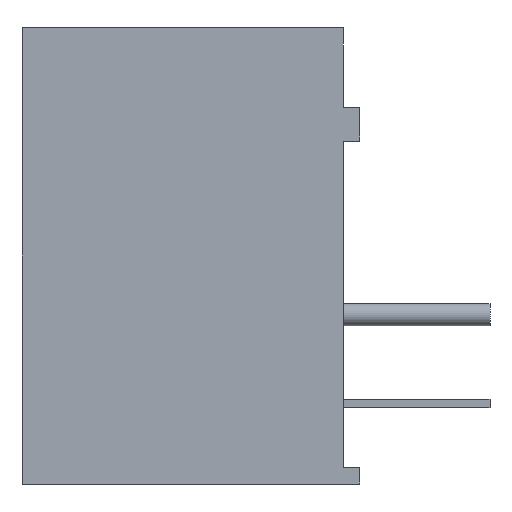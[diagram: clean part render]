
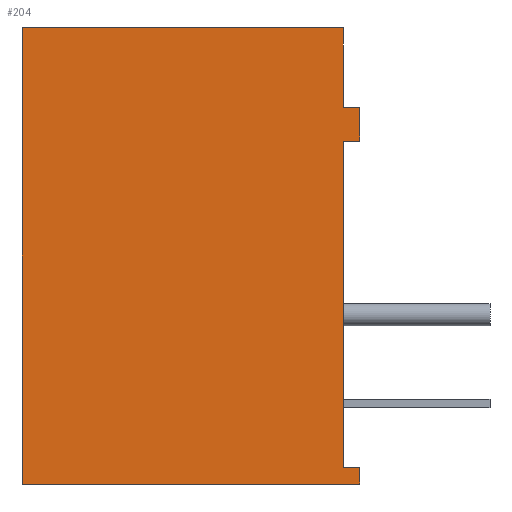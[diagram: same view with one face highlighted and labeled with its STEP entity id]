
A CAD part, left-side view. The second image highlights one B-rep face of the part: STEP entity #204.
In plain terms, the highlighted planar face has unit normal (-1, 0, 0).
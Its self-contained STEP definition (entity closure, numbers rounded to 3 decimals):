
#29 = VERTEX_POINT ( 'NONE', #66 ) ;
#40 = LINE ( 'NONE', #2253, #1852 ) ;
#66 = CARTESIAN_POINT ( 'NONE',  ( -4.85, 0., -6.25 ) ) ;
#111 = CARTESIAN_POINT ( 'NONE',  ( -4.85, 0., 6.75 ) ) ;
#204 = ADVANCED_FACE ( 'NONE', ( #1926 ), #349, .F. ) ;
#209 = CARTESIAN_POINT ( 'NONE',  ( -4.85, 9.5, 6.75 ) ) ;
#215 = DIRECTION ( 'NONE',  ( 0., 0., 1. ) ) ;
#218 = DIRECTION ( 'NONE',  ( 0., 0., 1. ) ) ;
#230 = VERTEX_POINT ( 'NONE', #507 ) ;
#255 = EDGE_CURVE ( 'NONE', #1954, #684, #1332, .T. ) ;
#273 = DIRECTION ( 'NONE',  ( 0., 1., 0. ) ) ;
#326 = EDGE_LOOP ( 'NONE', ( #1276, #2654, #1535, #2286, #1952, #695, #2405, #2648, #1146, #866 ) ) ;
#349 = PLANE ( 'NONE',  #1176 ) ;
#477 = CARTESIAN_POINT ( 'NONE',  ( -4.85, -0.5, -6.75 ) ) ;
#497 = EDGE_CURVE ( 'NONE', #230, #29, #2106, .T. ) ;
#507 = CARTESIAN_POINT ( 'NONE',  ( -4.85, -0.5, -6.25 ) ) ;
#540 = CARTESIAN_POINT ( 'NONE',  ( -4.85, -0.5, 4.4 ) ) ;
#565 = EDGE_CURVE ( 'NONE', #966, #1178, #1316, .T. ) ;
#622 = EDGE_CURVE ( 'NONE', #1547, #1099, #1435, .T. ) ;
#625 = CARTESIAN_POINT ( 'NONE',  ( -4.85, 9.5, 6.75 ) ) ;
#648 = CARTESIAN_POINT ( 'NONE',  ( -4.85, -0.5, -6.25 ) ) ;
#684 = VERTEX_POINT ( 'NONE', #819 ) ;
#693 = DIRECTION ( 'NONE',  ( 0., 0., 1. ) ) ;
#695 = ORIENTED_EDGE ( 'NONE', *, *, #1404, .T. ) ;
#733 = VECTOR ( 'NONE', #1361, 1000. ) ;
#755 = CARTESIAN_POINT ( 'NONE',  ( -4.85, -0.5, 4.4 ) ) ;
#760 = CARTESIAN_POINT ( 'NONE',  ( -4.85, 0., 3.4 ) ) ;
#764 = CARTESIAN_POINT ( 'NONE',  ( -4.85, 0., 6.75 ) ) ;
#795 = VERTEX_POINT ( 'NONE', #764 ) ;
#819 = CARTESIAN_POINT ( 'NONE',  ( -4.85, 0., 4.4 ) ) ;
#835 = DIRECTION ( 'NONE',  ( 0., 0., 1. ) ) ;
#866 = ORIENTED_EDGE ( 'NONE', *, *, #867, .F. ) ;
#867 = EDGE_CURVE ( 'NONE', #1547, #1666, #2230, .T. ) ;
#955 = EDGE_CURVE ( 'NONE', #1666, #795, #1620, .T. ) ;
#960 = EDGE_CURVE ( 'NONE', #29, #1178, #1843, .T. ) ;
#966 = VERTEX_POINT ( 'NONE', #2610 ) ;
#968 = VECTOR ( 'NONE', #218, 1000. ) ;
#978 = VECTOR ( 'NONE', #2566, 1000. ) ;
#1043 = DIRECTION ( 'NONE',  ( 0., -1., 0. ) ) ;
#1095 = VECTOR ( 'NONE', #273, 1000. ) ;
#1099 = VERTEX_POINT ( 'NONE', #477 ) ;
#1146 = ORIENTED_EDGE ( 'NONE', *, *, #955, .F. ) ;
#1176 = AXIS2_PLACEMENT_3D ( 'NONE', #2589, #1179, #2155 ) ;
#1178 = VERTEX_POINT ( 'NONE', #760 ) ;
#1179 = DIRECTION ( 'NONE',  ( 1., 0., 0. ) ) ;
#1205 = CARTESIAN_POINT ( 'NONE',  ( -4.85, 0., 6.75 ) ) ;
#1220 = VECTOR ( 'NONE', #2054, 1000. ) ;
#1275 = CARTESIAN_POINT ( 'NONE',  ( -4.85, 9.5, 6.75 ) ) ;
#1276 = ORIENTED_EDGE ( 'NONE', *, *, #622, .T. ) ;
#1316 = LINE ( 'NONE', #2537, #2444 ) ;
#1332 = LINE ( 'NONE', #540, #733 ) ;
#1361 = DIRECTION ( 'NONE',  ( 0., 1., 0. ) ) ;
#1404 = EDGE_CURVE ( 'NONE', #966, #1954, #40, .T. ) ;
#1435 = LINE ( 'NONE', #1883, #1220 ) ;
#1535 = ORIENTED_EDGE ( 'NONE', *, *, #497, .T. ) ;
#1547 = VERTEX_POINT ( 'NONE', #1931 ) ;
#1620 = LINE ( 'NONE', #209, #2193 ) ;
#1666 = VERTEX_POINT ( 'NONE', #1275 ) ;
#1671 = VECTOR ( 'NONE', #835, 1000. ) ;
#1760 = LINE ( 'NONE', #111, #978 ) ;
#1813 = VECTOR ( 'NONE', #693, 1000. ) ;
#1843 = LINE ( 'NONE', #1205, #1671 ) ;
#1852 = VECTOR ( 'NONE', #215, 1000. ) ;
#1883 = CARTESIAN_POINT ( 'NONE',  ( -4.85, 9.5, -6.75 ) ) ;
#1926 = FACE_OUTER_BOUND ( 'NONE', #326, .T. ) ;
#1931 = CARTESIAN_POINT ( 'NONE',  ( -4.85, 9.5, -6.75 ) ) ;
#1952 = ORIENTED_EDGE ( 'NONE', *, *, #565, .F. ) ;
#1954 = VERTEX_POINT ( 'NONE', #755 ) ;
#2045 = EDGE_CURVE ( 'NONE', #1099, #230, #2074, .T. ) ;
#2054 = DIRECTION ( 'NONE',  ( 0., -1., 0. ) ) ;
#2074 = LINE ( 'NONE', #2111, #1813 ) ;
#2106 = LINE ( 'NONE', #648, #1095 ) ;
#2111 = CARTESIAN_POINT ( 'NONE',  ( -4.85, -0.5, -6.75 ) ) ;
#2125 = DIRECTION ( 'NONE',  ( 0., 1., 0. ) ) ;
#2149 = EDGE_CURVE ( 'NONE', #684, #795, #1760, .T. ) ;
#2155 = DIRECTION ( 'NONE',  ( 0., 0., -1. ) ) ;
#2193 = VECTOR ( 'NONE', #1043, 1000. ) ;
#2230 = LINE ( 'NONE', #625, #968 ) ;
#2253 = CARTESIAN_POINT ( 'NONE',  ( -4.85, -0.5, 4.4 ) ) ;
#2286 = ORIENTED_EDGE ( 'NONE', *, *, #960, .T. ) ;
#2405 = ORIENTED_EDGE ( 'NONE', *, *, #255, .T. ) ;
#2444 = VECTOR ( 'NONE', #2125, 1000. ) ;
#2537 = CARTESIAN_POINT ( 'NONE',  ( -4.85, -0.5, 3.4 ) ) ;
#2566 = DIRECTION ( 'NONE',  ( 0., 0., 1. ) ) ;
#2589 = CARTESIAN_POINT ( 'NONE',  ( -4.85, 9.5, 6.75 ) ) ;
#2610 = CARTESIAN_POINT ( 'NONE',  ( -4.85, -0.5, 3.4 ) ) ;
#2648 = ORIENTED_EDGE ( 'NONE', *, *, #2149, .T. ) ;
#2654 = ORIENTED_EDGE ( 'NONE', *, *, #2045, .T. ) ;
